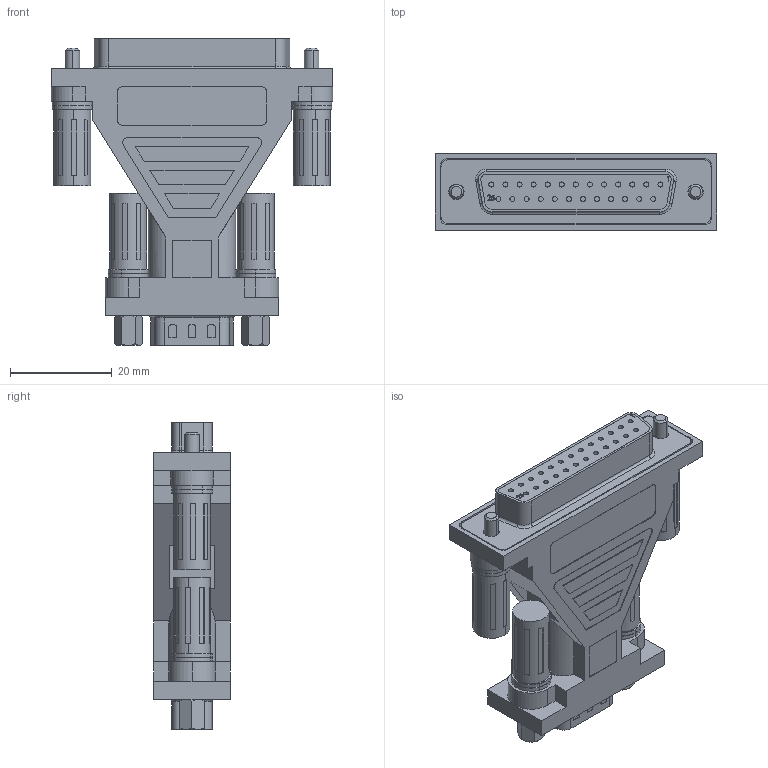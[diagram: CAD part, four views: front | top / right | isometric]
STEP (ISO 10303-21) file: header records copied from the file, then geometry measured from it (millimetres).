
FILE_DESCRIPTION (( 'STEP AP203' ), '1' );
FILE_NAME ('DG259FM-IBM.STEP', '2006-06-23T18:34:25', ( 'lcom' ), ( 'lcom' ), 'SwSTEP 2.0', 'SolidWorks 2006004', '' );
FILE_SCHEMA (( 'CONFIG_CONTROL_DESIGN' ));
Length unit declared in the file: inch
Products named in the file (7): SDH; DG259FM-IBM; SD9P; SD25S; DG259-MA1; DG259-MA2; DG-DGL259-MA3
Assembly tree (17 placements, depth 2):
  DG259FM-IBM
    DG259-MA2  x4
    SDH  x2
    DG-DGL259-MA3  x8
    DG259-MA1
    SD25S
    SD9P
Bounding box: 55.3 x 15.09 x 60.27 mm (x, y, z)
Volume: 28059.4 mm3; surface area: 15567.9 mm2
Topology: 17 solids, 17 shells, 1231 faces, 2928 edges, 1855 vertices
Faces by surface type: plane 672, cylinder 414, cone 64, torus 40, bspline 23, sphere 18
Entity records: 31399 total; most frequent: CARTESIAN_POINT 7175, DIRECTION 5032, ORIENTED_EDGE 4632, EDGE_CURVE 2316, AXIS2_PLACEMENT_3D 1808, VERTEX_POINT 1469, VECTOR 1416, LINE 1416
